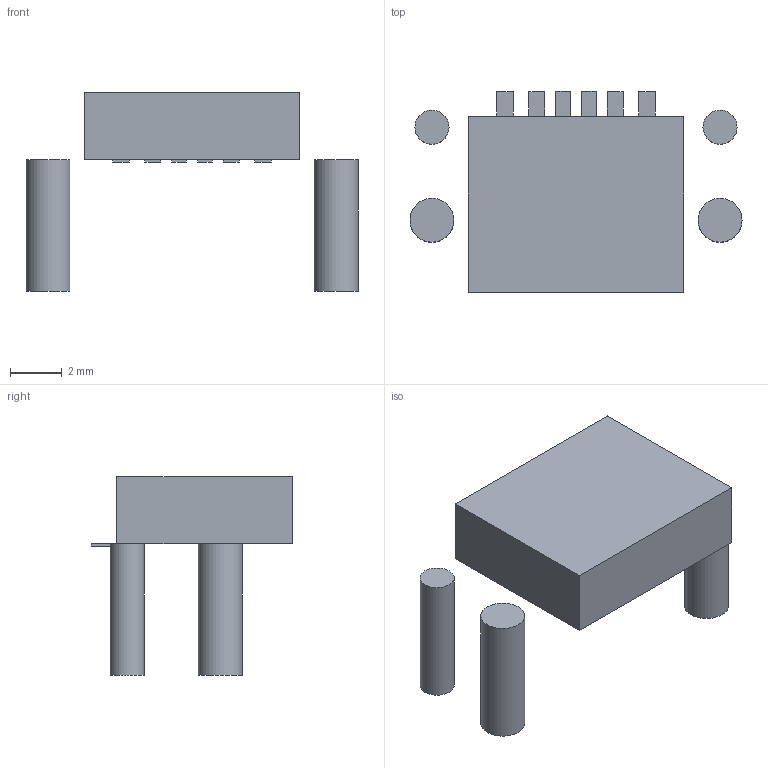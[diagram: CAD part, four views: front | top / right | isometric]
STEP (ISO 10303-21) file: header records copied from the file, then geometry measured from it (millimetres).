
FILE_DESCRIPTION(('FreeCAD Model'),'2;1');
FILE_NAME('16728093.1.3.stp','2023-08-18T06:24:34',( 'Author'),(''),'Open CASCADE STEP processor 6.9','FreeCAD','Unknown' );
FILE_SCHEMA(('AUTOMOTIVE_DESIGN { 1 0 10303 214 1 1 1 1 }'));
Length unit declared in the file: millimetre
Products named in the file (4): ASSEMBLY; Body; Pins; Leads
Assembly tree (3 placements, depth 2):
  ASSEMBLY
    Body
    Pins
    Leads
Bounding box: 12.85 x 7.78 x 7.7 mm (x, y, z)
Volume: 184.9 mm3; surface area: 312.2 mm2
Topology: 11 solids, 11 shells, 54 faces, 96 edges, 64 vertices
Faces by surface type: plane 50, cylinder 4
Full cylindrical faces by diameter (mm): 1.32 x2, 1.7 x2
Entity records: 2684 total; most frequent: DIRECTION 412, CARTESIAN_POINT 410, LINE 272, VECTOR 272, ORIENTED_EDGE 192, PCURVE 192, DEFINITIONAL_REPRESENTATION 192, EDGE_CURVE 96
